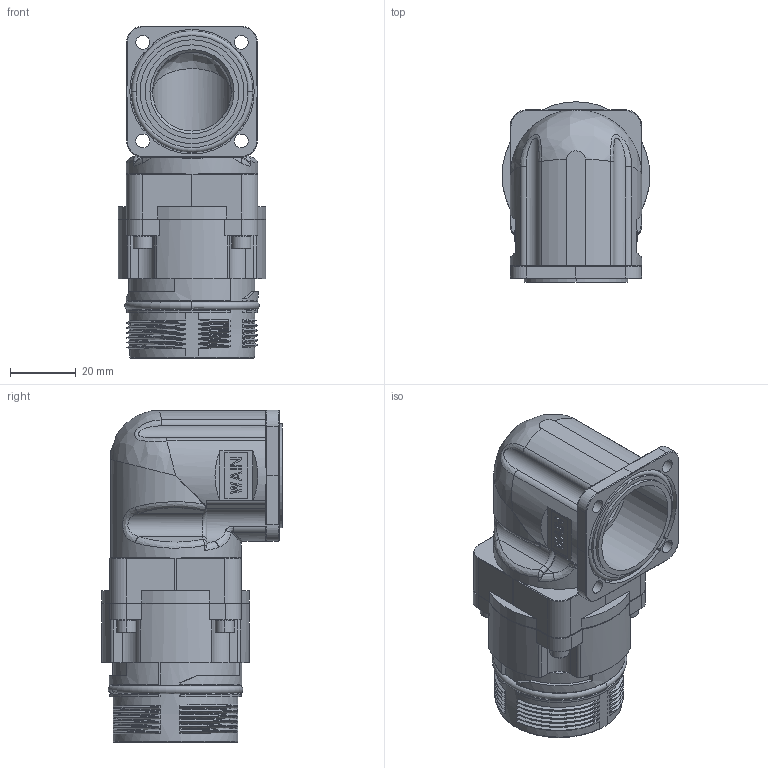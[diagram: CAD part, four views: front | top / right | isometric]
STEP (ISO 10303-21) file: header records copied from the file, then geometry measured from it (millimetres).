
FILE_DESCRIPTION((''),'2;1');
FILE_NAME('ASM_SW0001','2017-07-25T',('tc.chen'),(''),'PRO/ENGINEER BY PARAMETRIC TECHNOLOGY CORPORATION, 2012480','PRO/ENGINEER BY PARAMETRIC TECHNOLOGY CORPORATION, 2012480','');
FILE_SCHEMA(('AUTOMOTIVE_DESIGN { 1 0 10303 214 1 1 1 1 }'));
Length unit declared in the file: millimetre
Products named in the file (1): ASM_SW0001
Bounding box: 45 x 55 x 101.1 mm (x, y, z)
Volume: 79906.2 mm3; surface area: 49738.8 mm2
Topology: 1 solids, 2 shells, 2031 faces, 5666 edges, 3726 vertices
Faces by surface type: plane 980, cone 458, cylinder 259, bspline 164, torus 158, extrusion 10, sphere 2
Entity records: 90697 total; most frequent: CARTESIAN_POINT 25873, ORIENTED_EDGE 11328, DIRECTION 9887, EDGE_CURVE 5664, VERTEX_POINT 3726, AXIS2_PLACEMENT_3D 3633, VECTOR 2621, LINE 2611
